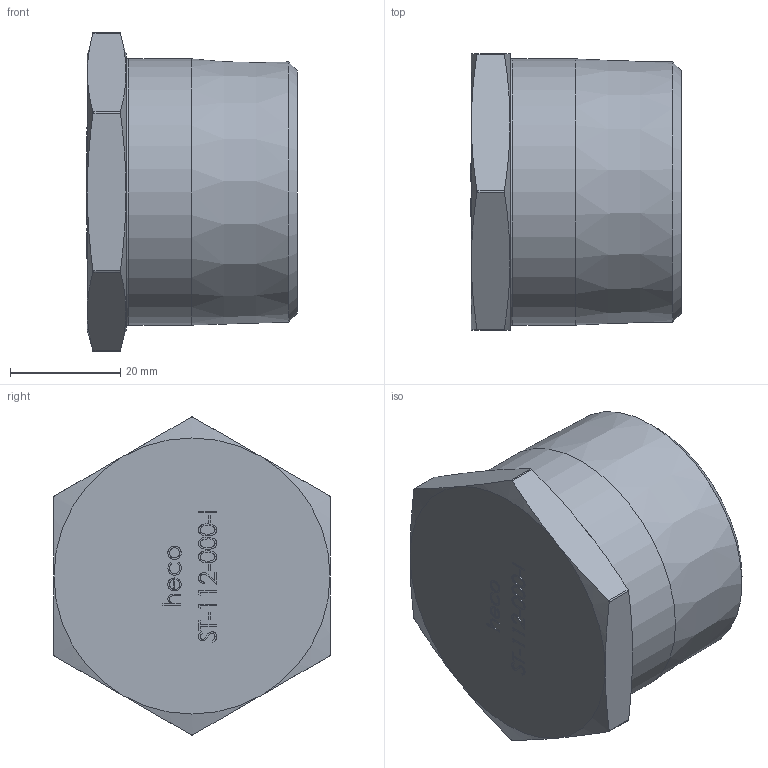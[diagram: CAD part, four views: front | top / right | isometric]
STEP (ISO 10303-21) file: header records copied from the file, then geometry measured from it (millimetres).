
FILE_DESCRIPTION (( 'STEP AP214' ), '1' );
FILE_NAME ('heco ST-112-000-I.STEP', '2016-06-16T11:01:44', ( '' ), ( '' ), 'SwSTEP 2.0', 'SolidWorks 2011', '' );
FILE_SCHEMA (( 'AUTOMOTIVE_DESIGN' ));
Length unit declared in the file: millimetre
Products named in the file (1): heco ST-112-000-I
Bounding box: 38.1 x 50 x 57.64 mm (x, y, z)
Volume: 27603.7 mm3; surface area: 13996.8 mm2
Topology: 1 solids, 1 shells, 196 faces, 499 edges, 328 vertices
Faces by surface type: plane 88, bspline 83, cone 15, cylinder 8, torus 2
Full cylindrical faces by diameter (mm): 39.5 x1, 48.203 x1
Entity records: 12739 total; most frequent: CARTESIAN_POINT 6562, ORIENTED_EDGE 978, DIRECTION 536, EDGE_CURVE 489, VERTEX_POINT 325, LINE 266, VECTOR 266, EDGE_LOOP 226
